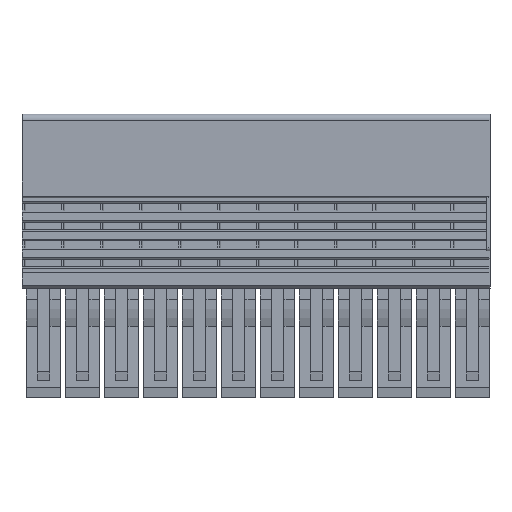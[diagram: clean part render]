
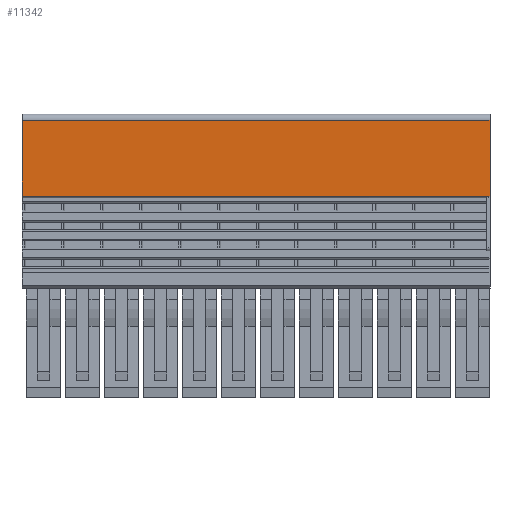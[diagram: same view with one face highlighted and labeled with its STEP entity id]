
A CAD part, front view. The second image highlights one B-rep face of the part: STEP entity #11342.
In plain terms, the highlighted planar face has unit normal (0, -1, -0.027).
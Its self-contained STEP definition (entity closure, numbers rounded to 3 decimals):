
#11329=AXIS2_PLACEMENT_3D('Plane Axis2P3D',#11326,#11327,#11328) ;
#1970=CARTESIAN_POINT('Vertex',(78.,0.,46.286)) ;
#1973=CARTESIAN_POINT('Line Origine',(78.,0.171,39.955)) ;
#1977=CARTESIAN_POINT('Vertex',(78.,0.342,33.625)) ;
#2111=CARTESIAN_POINT('Vertex',(0.,0.342,33.625)) ;
#2114=CARTESIAN_POINT('Line Origine',(0.,0.171,39.955)) ;
#2118=CARTESIAN_POINT('Vertex',(0.,0.,46.286)) ;
#11314=CARTESIAN_POINT('Line Origine',(78.,0.,46.286)) ;
#11326=CARTESIAN_POINT('Axis2P3D Location',(78.,0.,46.286)) ;
#11331=CARTESIAN_POINT('Line Origine',(39.,0.342,33.625)) ;
#1974=DIRECTION('Vector Direction',(0.,0.027,-1.)) ;
#2115=DIRECTION('Vector Direction',(0.,0.027,-1.)) ;
#11315=DIRECTION('Vector Direction',(1.,0.,0.)) ;
#11327=DIRECTION('Axis2P3D Direction',(-0.,1.,0.027)) ;
#11328=DIRECTION('Axis2P3D XDirection',(0.,-0.027,1.)) ;
#11332=DIRECTION('Vector Direction',(-1.,0.,0.)) ;
#1975=VECTOR('Line Direction',#1974,1.) ;
#2116=VECTOR('Line Direction',#2115,1.) ;
#11316=VECTOR('Line Direction',#11315,1.) ;
#11333=VECTOR('Line Direction',#11332,1.) ;
#11337=ORIENTED_EDGE('',*,*,#2120,.T.) ;
#11338=ORIENTED_EDGE('',*,*,#11335,.F.) ;
#11339=ORIENTED_EDGE('',*,*,#1979,.F.) ;
#11340=ORIENTED_EDGE('',*,*,#11318,.T.) ;
#11342=ADVANCED_FACE('V1',(#11341),#11330,.F.) ;
#1979=EDGE_CURVE('',#1971,#1978,#1976,.T.) ;
#2120=EDGE_CURVE('',#2119,#2112,#2117,.T.) ;
#11318=EDGE_CURVE('',#1971,#2119,#11317,.F.) ;
#11335=EDGE_CURVE('',#1978,#2112,#11334,.T.) ;
#11336=EDGE_LOOP('',(#11337,#11338,#11339,#11340)) ;
#11341=FACE_OUTER_BOUND('',#11336,.T.) ;
#1976=LINE('Line',#1973,#1975) ;
#2117=LINE('Line',#2114,#2116) ;
#11317=LINE('Line',#11314,#11316) ;
#11334=LINE('Line',#11331,#11333) ;
#11330=PLANE('',#11329) ;
#1971=VERTEX_POINT('',#1970) ;
#1978=VERTEX_POINT('',#1977) ;
#2112=VERTEX_POINT('',#2111) ;
#2119=VERTEX_POINT('',#2118) ;
